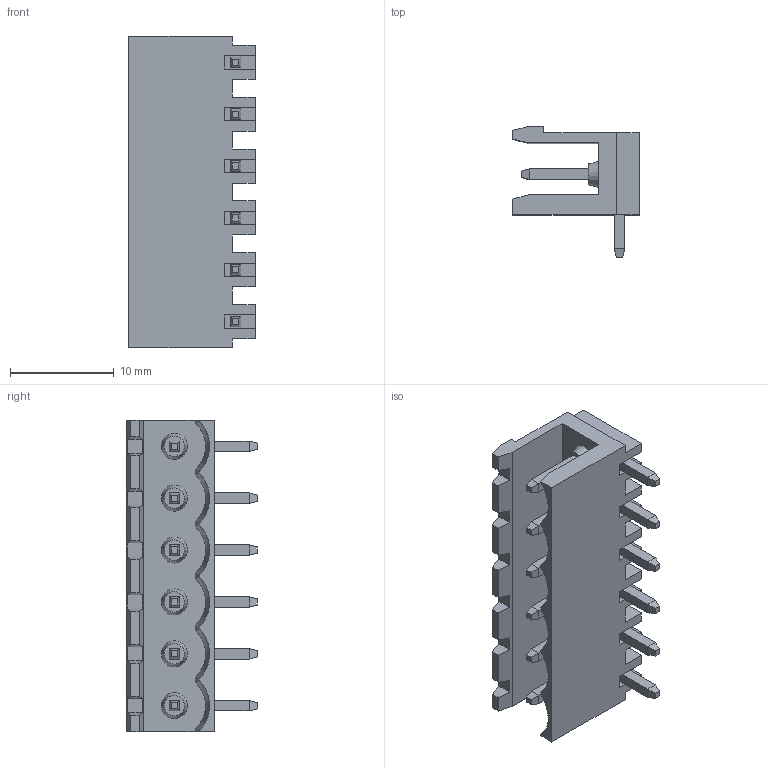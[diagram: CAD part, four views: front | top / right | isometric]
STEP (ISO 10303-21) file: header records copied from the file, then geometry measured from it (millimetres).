
FILE_DESCRIPTION(('STEP AP214'),'1');
FILE_NAME('PV06-5-H.stp','2021-03-31T15:57:33',(' '),(' '),'Spatial InterOp 3D',' ',' ');
FILE_SCHEMA(('automotive_design'));
Length unit declared in the file: metre
Products named in the file (1): 1
Bounding box: 12.2 x 12.6 x 30 mm (x, y, z)
Volume: 1306.6 mm3; surface area: 2555.3 mm2
Topology: 1 solids, 1 shells, 339 faces, 852 edges, 542 vertices
Faces by surface type: plane 310, cylinder 16, cone 12, extrusion 1
Entity records: 12540 total; most frequent: CARTESIAN_POINT 1770, ORIENTED_EDGE 1680, DIRECTION 1555, EDGE_CURVE 840, VECTOR 777, LINE 776, VERTEX_POINT 536, AXIS2_PLACEMENT_3D 389
